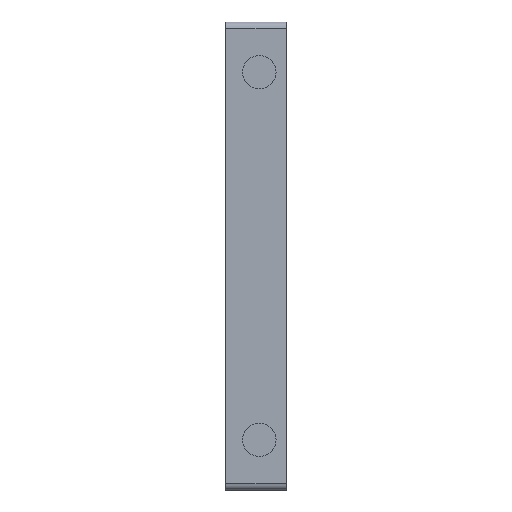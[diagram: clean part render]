
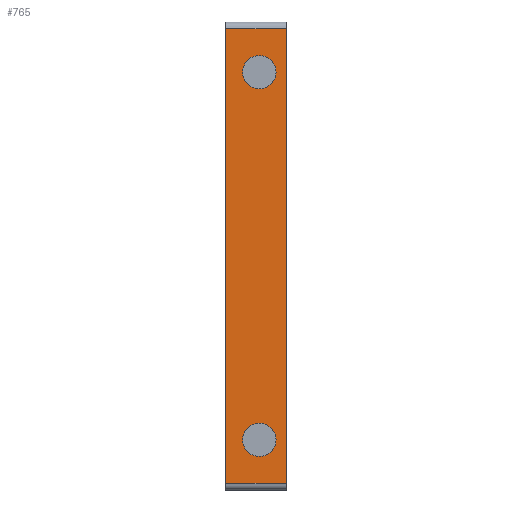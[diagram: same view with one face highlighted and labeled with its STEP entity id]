
A CAD part, left-side view. The second image highlights one B-rep face of the part: STEP entity #765.
In plain terms, the highlighted planar face has unit normal (-1, 0, 0).
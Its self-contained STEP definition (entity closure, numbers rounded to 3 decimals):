
#307 = ORIENTED_EDGE ( 'NONE', *, *, #2022, .F. ) ;
#715 = DIRECTION ( 'NONE',  ( -1., 0., 0. ) ) ;
#765 = ADVANCED_FACE ( 'NONE', ( #5476, #5631, #11553 ), #12820, .F. ) ;
#1244 = DIRECTION ( 'NONE',  ( 0., 0., 1. ) ) ;
#1482 = AXIS2_PLACEMENT_3D ( 'NONE', #8760, #7578, #4177 ) ;
#1783 = AXIS2_PLACEMENT_3D ( 'NONE', #4282, #715, #9102 ) ;
#1849 = CARTESIAN_POINT ( 'NONE',  ( -35., 4., -30. ) ) ;
#2022 = EDGE_CURVE ( 'NONE', #2034, #13577, #13195, .T. ) ;
#2034 = VERTEX_POINT ( 'NONE', #4655 ) ;
#2146 = ORIENTED_EDGE ( 'NONE', *, *, #11055, .F. ) ;
#2320 = ORIENTED_EDGE ( 'NONE', *, *, #11393, .T. ) ;
#2670 = ORIENTED_EDGE ( 'NONE', *, *, #12720, .F. ) ;
#2800 = CARTESIAN_POINT ( 'NONE',  ( -35., 4., 25. ) ) ;
#2835 = EDGE_LOOP ( 'NONE', ( #4725, #2670 ) ) ;
#3376 = EDGE_CURVE ( 'NONE', #4778, #14333, #13043, .T. ) ;
#3739 = AXIS2_PLACEMENT_3D ( 'NONE', #4288, #15337, #13928 ) ;
#4177 = DIRECTION ( 'NONE',  ( 0., 0., 1. ) ) ;
#4282 = CARTESIAN_POINT ( 'NONE',  ( -35., 4., 27.5 ) ) ;
#4288 = CARTESIAN_POINT ( 'NONE',  ( -35., 9., -35. ) ) ;
#4333 = DIRECTION ( 'NONE',  ( -1., 0., 0. ) ) ;
#4655 = CARTESIAN_POINT ( 'NONE',  ( -35., 9., -34. ) ) ;
#4725 = ORIENTED_EDGE ( 'NONE', *, *, #10685, .F. ) ;
#4743 = CARTESIAN_POINT ( 'NONE',  ( -35., 9., 34. ) ) ;
#4778 = VERTEX_POINT ( 'NONE', #12598 ) ;
#5366 = VERTEX_POINT ( 'NONE', #2800 ) ;
#5476 = FACE_BOUND ( 'NONE', #11348, .T. ) ;
#5631 = FACE_BOUND ( 'NONE', #2835, .T. ) ;
#5754 = EDGE_CURVE ( 'NONE', #15009, #7210, #9090, .T. ) ;
#6893 = EDGE_CURVE ( 'NONE', #2034, #4778, #14492, .T. ) ;
#7051 = EDGE_LOOP ( 'NONE', ( #307, #9091, #12252, #2320 ) ) ;
#7199 = DIRECTION ( 'NONE',  ( 0., 0., 1. ) ) ;
#7210 = VERTEX_POINT ( 'NONE', #1849 ) ;
#7578 = DIRECTION ( 'NONE',  ( -1., 0., 0. ) ) ;
#8326 = CARTESIAN_POINT ( 'NONE',  ( -35., 0., 34. ) ) ;
#8586 = AXIS2_PLACEMENT_3D ( 'NONE', #9629, #10889, #1244 ) ;
#8597 = CIRCLE ( 'NONE', #1783, 2.5 ) ;
#8655 = DIRECTION ( 'NONE',  ( 0., -1., 0. ) ) ;
#8760 = CARTESIAN_POINT ( 'NONE',  ( -35., 4., -27.5 ) ) ;
#9090 = CIRCLE ( 'NONE', #8586, 2.5 ) ;
#9091 = ORIENTED_EDGE ( 'NONE', *, *, #6893, .T. ) ;
#9102 = DIRECTION ( 'NONE',  ( 0., 0., 1. ) ) ;
#9361 = CARTESIAN_POINT ( 'NONE',  ( -35., 4., -25. ) ) ;
#9398 = CARTESIAN_POINT ( 'NONE',  ( -35., 9., -35. ) ) ;
#9629 = CARTESIAN_POINT ( 'NONE',  ( -35., 4., -27.5 ) ) ;
#9757 = CARTESIAN_POINT ( 'NONE',  ( -35., 9., -34. ) ) ;
#9805 = CIRCLE ( 'NONE', #1482, 2.5 ) ;
#10685 = EDGE_CURVE ( 'NONE', #13576, #5366, #8597, .T. ) ;
#10889 = DIRECTION ( 'NONE',  ( -1., 0., 0. ) ) ;
#11055 = EDGE_CURVE ( 'NONE', #7210, #15009, #9805, .T. ) ;
#11348 = EDGE_LOOP ( 'NONE', ( #12846, #2146 ) ) ;
#11363 = VECTOR ( 'NONE', #14218, 1000. ) ;
#11393 = EDGE_CURVE ( 'NONE', #14333, #13577, #11854, .T. ) ;
#11553 = FACE_OUTER_BOUND ( 'NONE', #7051, .T. ) ;
#11714 = VECTOR ( 'NONE', #7199, 1000. ) ;
#11854 = LINE ( 'NONE', #4743, #15101 ) ;
#11939 = CARTESIAN_POINT ( 'NONE',  ( -35., 9., 34. ) ) ;
#12020 = CARTESIAN_POINT ( 'NONE',  ( -35., 4., 30. ) ) ;
#12252 = ORIENTED_EDGE ( 'NONE', *, *, #3376, .T. ) ;
#12598 = CARTESIAN_POINT ( 'NONE',  ( -35., 0., -34. ) ) ;
#12606 = CIRCLE ( 'NONE', #14609, 2.5 ) ;
#12720 = EDGE_CURVE ( 'NONE', #5366, #13576, #12606, .T. ) ;
#12820 = PLANE ( 'NONE',  #3739 ) ;
#12846 = ORIENTED_EDGE ( 'NONE', *, *, #5754, .F. ) ;
#12968 = DIRECTION ( 'NONE',  ( 0., 1., 0. ) ) ;
#13043 = LINE ( 'NONE', #15333, #11714 ) ;
#13195 = LINE ( 'NONE', #9398, #11363 ) ;
#13576 = VERTEX_POINT ( 'NONE', #12020 ) ;
#13577 = VERTEX_POINT ( 'NONE', #11939 ) ;
#13928 = DIRECTION ( 'NONE',  ( 0., 0., -1. ) ) ;
#14218 = DIRECTION ( 'NONE',  ( 0., 0., 1. ) ) ;
#14333 = VERTEX_POINT ( 'NONE', #8326 ) ;
#14492 = LINE ( 'NONE', #9757, #15196 ) ;
#14609 = AXIS2_PLACEMENT_3D ( 'NONE', #14832, #4333, #15151 ) ;
#14832 = CARTESIAN_POINT ( 'NONE',  ( -35., 4., 27.5 ) ) ;
#15009 = VERTEX_POINT ( 'NONE', #9361 ) ;
#15101 = VECTOR ( 'NONE', #12968, 1000. ) ;
#15151 = DIRECTION ( 'NONE',  ( 0., 0., 1. ) ) ;
#15196 = VECTOR ( 'NONE', #8655, 1000. ) ;
#15333 = CARTESIAN_POINT ( 'NONE',  ( -35., 0., -35. ) ) ;
#15337 = DIRECTION ( 'NONE',  ( 1., 0., 0. ) ) ;
